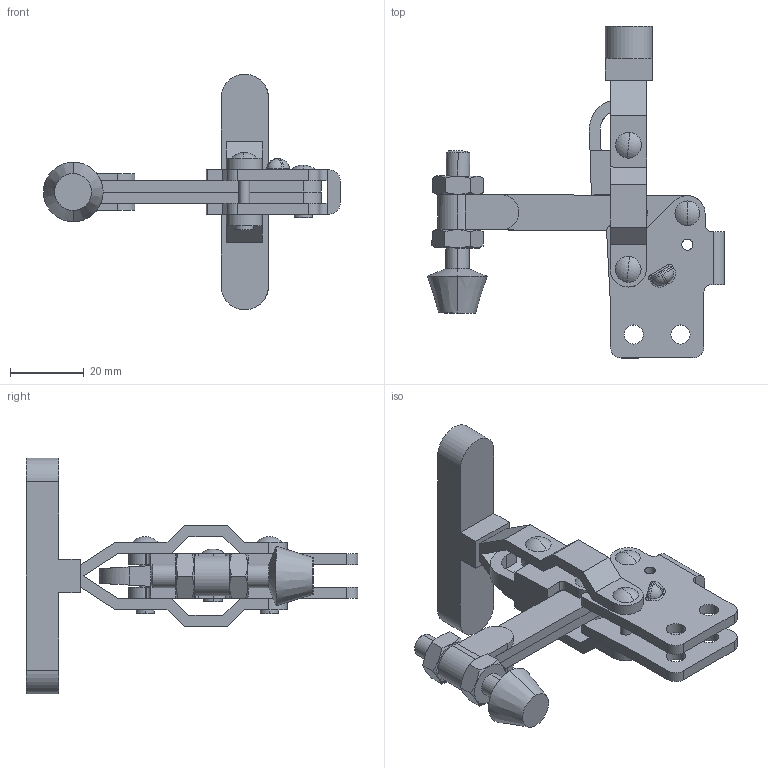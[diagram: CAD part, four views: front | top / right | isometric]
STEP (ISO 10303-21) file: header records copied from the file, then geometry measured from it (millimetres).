
FILE_DESCRIPTION (( 'STEP AP214' ), '1' );
FILE_NAME ('GH-12085(Â²¤Æ)-1.STEP', '2020-03-12T07:08:17', ( 'LinWei' ), ( '' ), 'SwSTEP 2.0', 'SolidWorks 2016', '' );
FILE_SCHEMA (( 'AUTOMOTIVE_DESIGN' ));
Length unit declared in the file: millimetre
Products named in the file (6): 11206008_00-1^GH-12085(簡化)-1; Group1^GH-12085(簡化)-1; Group3^GH-12085(簡化)-1; Group4_112055U13-1^GH-12085(簡化)-1; Group5^GH-12085(簡化)-1; GH-12085(簡化)-1
Assembly tree (5 placements, depth 2):
  GH-12085(簡化)-1
    Group5^GH-12085(簡化)-1
    Group4_112055U13-1^GH-12085(簡化)-1
    Group3^GH-12085(簡化)-1
    Group1^GH-12085(簡化)-1
    11206008_00-1^GH-12085(簡化)-1
Bounding box: 80.65 x 90.07 x 64 mm (x, y, z)
Volume: 27705 mm3; surface area: 18792.5 mm2
Topology: 5 solids, 5 shells, 269 faces, 696 edges, 453 vertices
Faces by surface type: cylinder 122, plane 115, cone 14, sphere 8, bspline 6, torus 4
Entity records: 9715 total; most frequent: CARTESIAN_POINT 1970, DIRECTION 1458, ORIENTED_EDGE 1392, EDGE_CURVE 696, AXIS2_PLACEMENT_3D 539, VERTEX_POINT 453, VECTOR 380, LINE 380
